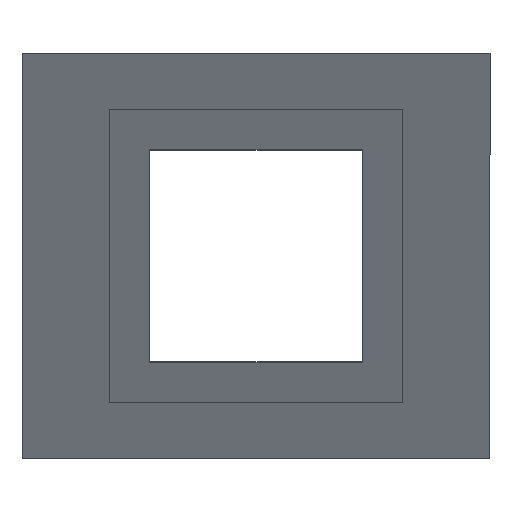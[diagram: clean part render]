
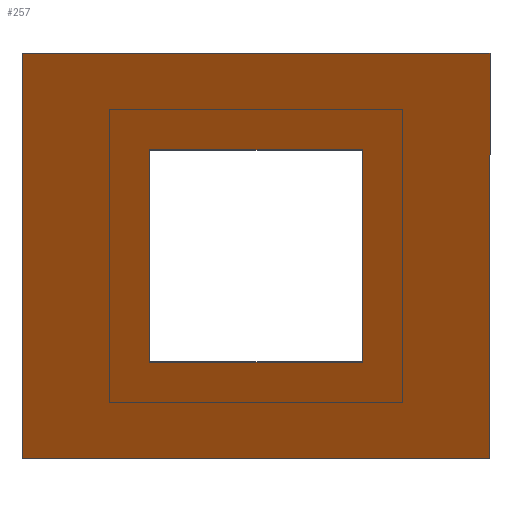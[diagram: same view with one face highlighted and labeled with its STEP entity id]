
A CAD part, front view. The second image highlights one B-rep face of the part: STEP entity #257.
In plain terms, the highlighted planar face has unit normal (0, -0.866, -0.5).
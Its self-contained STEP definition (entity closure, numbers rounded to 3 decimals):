
#30 = ORIENTED_EDGE ( 'NONE', *, *, #291, .F. ) ;
#33 = EDGE_CURVE ( 'NONE', #281, #271, #358, .T. ) ;
#34 = ORIENTED_EDGE ( 'NONE', *, *, #273, .F. ) ;
#36 = ORIENTED_EDGE ( 'NONE', *, *, #33, .F. ) ;
#37 = ORIENTED_EDGE ( 'NONE', *, *, #280, .F. ) ;
#39 = EDGE_LOOP ( 'NONE', ( #37, #30, #34, #36 ) ) ;
#183 = VERTEX_POINT ( 'NONE', #632 ) ;
#184 = VERTEX_POINT ( 'NONE', #631 ) ;
#186 = EDGE_CURVE ( 'NONE', #187, #184, #630, .T. ) ;
#187 = VERTEX_POINT ( 'NONE', #626 ) ;
#223 = VERTEX_POINT ( 'NONE', #690 ) ;
#239 = EDGE_CURVE ( 'NONE', #240, #183, #731, .T. ) ;
#240 = VERTEX_POINT ( 'NONE', #727 ) ;
#257 = ADVANCED_FACE ( 'NONE', ( #760, #759 ), #764, .T. ) ;
#258 = EDGE_LOOP ( 'NONE', ( #259, #260, #262, #263 ) ) ;
#259 = ORIENTED_EDGE ( 'NONE', *, *, #239, .T. ) ;
#260 = ORIENTED_EDGE ( 'NONE', *, *, #261, .T. ) ;
#261 = EDGE_CURVE ( 'NONE', #183, #187, #756, .T. ) ;
#262 = ORIENTED_EDGE ( 'NONE', *, *, #186, .T. ) ;
#263 = ORIENTED_EDGE ( 'NONE', *, *, #264, .T. ) ;
#264 = EDGE_CURVE ( 'NONE', #184, #240, #750, .T. ) ;
#271 = VERTEX_POINT ( 'NONE', #736 ) ;
#273 = EDGE_CURVE ( 'NONE', #271, #289, #796, .T. ) ;
#280 = EDGE_CURVE ( 'NONE', #223, #281, #786, .T. ) ;
#281 = VERTEX_POINT ( 'NONE', #782 ) ;
#289 = VERTEX_POINT ( 'NONE', #767 ) ;
#291 = EDGE_CURVE ( 'NONE', #289, #223, #828, .T. ) ;
#350 = DIRECTION ( 'NONE',  ( -1., 0., 0. ) ) ;
#351 = VECTOR ( 'NONE', #350, 1000. ) ;
#352 = CARTESIAN_POINT ( 'NONE',  ( 402.5, 54.603, -96.575 ) ) ;
#358 = LINE ( 'NONE', #352, #351 ) ;
#626 = CARTESIAN_POINT ( 'NONE',  ( 182.5, -252.013, 434.5 ) ) ;
#627 = DIRECTION ( 'NONE',  ( 0., 0.5, -0.866 ) ) ;
#628 = VECTOR ( 'NONE', #627, 1000. ) ;
#629 = CARTESIAN_POINT ( 'NONE',  ( 182.5, -41.281, 69.5 ) ) ;
#630 = LINE ( 'NONE', #629, #628 ) ;
#631 = CARTESIAN_POINT ( 'NONE',  ( 182.5, -41.281, 69.5 ) ) ;
#632 = CARTESIAN_POINT ( 'NONE',  ( -182.5, -252.013, 434.5 ) ) ;
#690 = CARTESIAN_POINT ( 'NONE',  ( 402.5, -347.897, 600.575 ) ) ;
#727 = CARTESIAN_POINT ( 'NONE',  ( -182.5, -41.281, 69.5 ) ) ;
#728 = DIRECTION ( 'NONE',  ( 0., -0.5, 0.866 ) ) ;
#729 = VECTOR ( 'NONE', #728, 1000. ) ;
#730 = CARTESIAN_POINT ( 'NONE',  ( -182.5, -252.013, 434.5 ) ) ;
#731 = LINE ( 'NONE', #730, #729 ) ;
#736 = CARTESIAN_POINT ( 'NONE',  ( -402.5, 54.603, -96.575 ) ) ;
#747 = DIRECTION ( 'NONE',  ( -1., 0., 0. ) ) ;
#748 = VECTOR ( 'NONE', #747, 1000. ) ;
#749 = CARTESIAN_POINT ( 'NONE',  ( -182.5, -41.281, 69.5 ) ) ;
#750 = LINE ( 'NONE', #749, #748 ) ;
#751 = DIRECTION ( 'NONE',  ( 1., 0., 0. ) ) ;
#752 = VECTOR ( 'NONE', #751, 1000. ) ;
#753 = CARTESIAN_POINT ( 'NONE',  ( 182.5, -252.013, 434.5 ) ) ;
#754 = DIRECTION ( 'NONE',  ( 0., 0.5, -0.866 ) ) ;
#755 = DIRECTION ( 'NONE',  ( 0., -0.866, -0.5 ) ) ;
#756 = LINE ( 'NONE', #753, #752 ) ;
#757 = CARTESIAN_POINT ( 'NONE',  ( 402.5, -347.897, 600.575 ) ) ;
#758 = AXIS2_PLACEMENT_3D ( 'NONE', #757, #755, #754 ) ;
#759 = FACE_OUTER_BOUND ( 'NONE', #39, .T. ) ;
#760 = FACE_BOUND ( 'NONE', #258, .T. ) ;
#764 = PLANE ( 'NONE',  #758 ) ;
#767 = CARTESIAN_POINT ( 'NONE',  ( -402.5, -347.897, 600.575 ) ) ;
#782 = CARTESIAN_POINT ( 'NONE',  ( 402.5, 54.603, -96.575 ) ) ;
#783 = DIRECTION ( 'NONE',  ( 0., 0.5, -0.866 ) ) ;
#784 = VECTOR ( 'NONE', #783, 1000. ) ;
#785 = CARTESIAN_POINT ( 'NONE',  ( 402.5, 54.603, -96.575 ) ) ;
#786 = LINE ( 'NONE', #785, #784 ) ;
#793 = DIRECTION ( 'NONE',  ( 0., -0.5, 0.866 ) ) ;
#794 = VECTOR ( 'NONE', #793, 1000. ) ;
#795 = CARTESIAN_POINT ( 'NONE',  ( -402.5, 54.603, -96.575 ) ) ;
#796 = LINE ( 'NONE', #795, #794 ) ;
#825 = DIRECTION ( 'NONE',  ( 1., 0., 0. ) ) ;
#826 = VECTOR ( 'NONE', #825, 1000. ) ;
#827 = CARTESIAN_POINT ( 'NONE',  ( 402.5, -347.897, 600.575 ) ) ;
#828 = LINE ( 'NONE', #827, #826 ) ;
